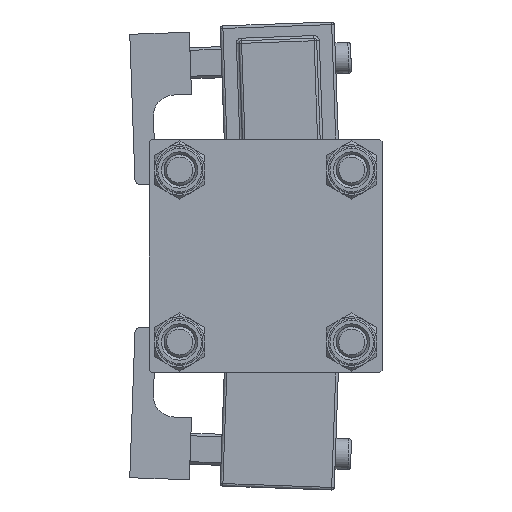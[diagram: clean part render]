
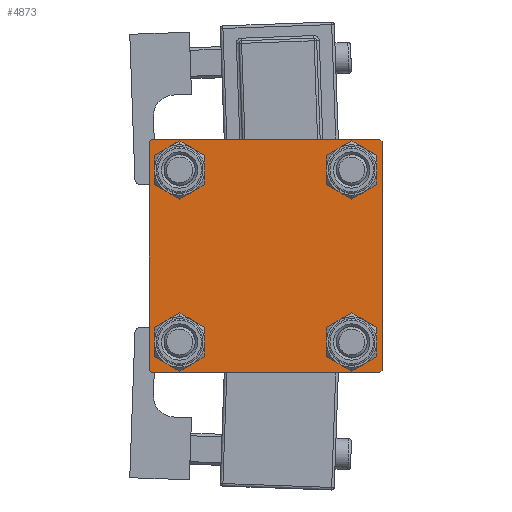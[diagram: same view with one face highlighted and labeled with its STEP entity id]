
A CAD part, left-side view. The second image highlights one B-rep face of the part: STEP entity #4873.
In plain terms, the highlighted planar face has unit normal (-1, 0, 0).
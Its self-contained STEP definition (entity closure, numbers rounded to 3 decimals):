
#69 = ORIENTED_EDGE ( 'NONE', *, *, #3836, .T. ) ;
#82 = CARTESIAN_POINT ( 'NONE',  ( 0., -22.5, 22.5 ) ) ;
#296 = CARTESIAN_POINT ( 'NONE',  ( 0., 22.25, 22.25 ) ) ;
#794 = DIRECTION ( 'NONE',  ( 1., 0., 0. ) ) ;
#843 = DIRECTION ( 'NONE',  ( 0., 0.707, -0.707 ) ) ;
#1661 = FACE_BOUND ( 'NONE', #8177, .T. ) ;
#1930 = AXIS2_PLACEMENT_3D ( 'NONE', #5515, #43623, #17884 ) ;
#2004 = CARTESIAN_POINT ( 'NONE',  ( 0., 22.25, -22.25 ) ) ;
#2784 = ORIENTED_EDGE ( 'NONE', *, *, #17993, .T. ) ;
#2788 = ORIENTED_EDGE ( 'NONE', *, *, #53312, .F. ) ;
#2947 = ORIENTED_EDGE ( 'NONE', *, *, #18262, .F. ) ;
#3279 = CIRCLE ( 'NONE', #31338, 3.5 ) ;
#3836 = EDGE_CURVE ( 'NONE', #24344, #54265, #41439, .T. ) ;
#4873 = ADVANCED_FACE ( 'NONE', ( #51317, #43351, #10734, #1661, #5786 ), #22526, .T. ) ;
#5283 = CARTESIAN_POINT ( 'NONE',  ( 0., 22.5, 22. ) ) ;
#5496 = DIRECTION ( 'NONE',  ( 0., 0., 1. ) ) ;
#5515 = CARTESIAN_POINT ( 'NONE',  ( 0., 0., 0. ) ) ;
#5786 = FACE_OUTER_BOUND ( 'NONE', #14737, .T. ) ;
#5853 = LINE ( 'NONE', #2004, #45619 ) ;
#6862 = EDGE_CURVE ( 'NONE', #31252, #31603, #34745, .T. ) ;
#7018 = VERTEX_POINT ( 'NONE', #19120 ) ;
#7227 = DIRECTION ( 'NONE',  ( 0., 0., 1. ) ) ;
#8177 = EDGE_LOOP ( 'NONE', ( #54164, #2784 ) ) ;
#8747 = CARTESIAN_POINT ( 'NONE',  ( 0., 16.6, -16.6 ) ) ;
#8882 = VERTEX_POINT ( 'NONE', #26125 ) ;
#9793 = CARTESIAN_POINT ( 'NONE',  ( 0., -22.25, 22.25 ) ) ;
#9836 = CIRCLE ( 'NONE', #40475, 3.5 ) ;
#10268 = LINE ( 'NONE', #23416, #36264 ) ;
#10734 = FACE_BOUND ( 'NONE', #23833, .T. ) ;
#10804 = CARTESIAN_POINT ( 'NONE',  ( 0., -22.25, -22.25 ) ) ;
#11353 = DIRECTION ( 'NONE',  ( 0., 0., 1. ) ) ;
#11789 = DIRECTION ( 'NONE',  ( 0., 0., 1. ) ) ;
#11991 = CARTESIAN_POINT ( 'NONE',  ( 0., 22.5, 22.5 ) ) ;
#12153 = CARTESIAN_POINT ( 'NONE',  ( 0., -16.6, 16.6 ) ) ;
#12254 = CIRCLE ( 'NONE', #14039, 3.5 ) ;
#12258 = DIRECTION ( 'NONE',  ( 0., -1., 0. ) ) ;
#13693 = CARTESIAN_POINT ( 'NONE',  ( 0., 16.6, 16.6 ) ) ;
#14024 = ORIENTED_EDGE ( 'NONE', *, *, #17930, .T. ) ;
#14039 = AXIS2_PLACEMENT_3D ( 'NONE', #13693, #18078, #42734 ) ;
#14216 = CIRCLE ( 'NONE', #15081, 3.5 ) ;
#14454 = CARTESIAN_POINT ( 'NONE',  ( 0., -22.5, 22. ) ) ;
#14462 = DIRECTION ( 'NONE',  ( 0., 0.707, 0.707 ) ) ;
#14737 = EDGE_LOOP ( 'NONE', ( #43558, #43705, #49748, #47512, #2788, #51571, #2947, #69 ) ) ;
#14916 = LINE ( 'NONE', #10804, #52701 ) ;
#15081 = AXIS2_PLACEMENT_3D ( 'NONE', #44450, #52153, #40075 ) ;
#16103 = LINE ( 'NONE', #11991, #22799 ) ;
#17375 = ORIENTED_EDGE ( 'NONE', *, *, #29296, .T. ) ;
#17403 = VERTEX_POINT ( 'NONE', #41572 ) ;
#17554 = AXIS2_PLACEMENT_3D ( 'NONE', #8747, #25184, #11789 ) ;
#17588 = CARTESIAN_POINT ( 'NONE',  ( 0., -16.6, 16.6 ) ) ;
#17884 = DIRECTION ( 'NONE',  ( 0., 0., 1. ) ) ;
#17930 = EDGE_CURVE ( 'NONE', #19203, #39381, #53438, .T. ) ;
#17993 = EDGE_CURVE ( 'NONE', #50732, #39990, #12254, .T. ) ;
#18078 = DIRECTION ( 'NONE',  ( 1., 0., 0. ) ) ;
#18132 = DIRECTION ( 'NONE',  ( 1., 0., 0. ) ) ;
#18262 = EDGE_CURVE ( 'NONE', #24344, #31603, #16103, .T. ) ;
#18300 = ORIENTED_EDGE ( 'NONE', *, *, #52349, .T. ) ;
#18731 = CIRCLE ( 'NONE', #45812, 3.5 ) ;
#18907 = EDGE_LOOP ( 'NONE', ( #25290, #36406 ) ) ;
#19120 = CARTESIAN_POINT ( 'NONE',  ( 0., -22.5, -22. ) ) ;
#19203 = VERTEX_POINT ( 'NONE', #48160 ) ;
#19307 = DIRECTION ( 'NONE',  ( 0., 0., -1. ) ) ;
#19495 = AXIS2_PLACEMENT_3D ( 'NONE', #12153, #32176, #7227 ) ;
#20811 = EDGE_CURVE ( 'NONE', #17403, #8882, #5853, .T. ) ;
#21984 = EDGE_CURVE ( 'NONE', #50598, #7018, #14916, .T. ) ;
#22526 = PLANE ( 'NONE',  #1930 ) ;
#22586 = DIRECTION ( 'NONE',  ( 0., -0.707, -0.707 ) ) ;
#22799 = VECTOR ( 'NONE', #12258, 1000. ) ;
#23416 = CARTESIAN_POINT ( 'NONE',  ( 0., 22.5, 22.5 ) ) ;
#23833 = EDGE_LOOP ( 'NONE', ( #14024, #17375 ) ) ;
#23889 = DIRECTION ( 'NONE',  ( 0., 0., 1. ) ) ;
#24042 = EDGE_CURVE ( 'NONE', #39990, #50732, #9836, .T. ) ;
#24344 = VERTEX_POINT ( 'NONE', #25151 ) ;
#24681 = CARTESIAN_POINT ( 'NONE',  ( 0., -16.6, -16.6 ) ) ;
#24929 = CARTESIAN_POINT ( 'NONE',  ( 0., 22.5, -22.5 ) ) ;
#25151 = CARTESIAN_POINT ( 'NONE',  ( 0., 22., 22.5 ) ) ;
#25184 = DIRECTION ( 'NONE',  ( 1., 0., 0. ) ) ;
#25290 = ORIENTED_EDGE ( 'NONE', *, *, #32998, .T. ) ;
#25529 = CARTESIAN_POINT ( 'NONE',  ( 0., 16.6, 20.1 ) ) ;
#25645 = VERTEX_POINT ( 'NONE', #51960 ) ;
#26125 = CARTESIAN_POINT ( 'NONE',  ( 0., 22., -22.5 ) ) ;
#27836 = VECTOR ( 'NONE', #37392, 1000. ) ;
#29296 = EDGE_CURVE ( 'NONE', #39381, #19203, #18731, .T. ) ;
#31252 = VERTEX_POINT ( 'NONE', #14454 ) ;
#31338 = AXIS2_PLACEMENT_3D ( 'NONE', #17588, #18132, #5496 ) ;
#31533 = CARTESIAN_POINT ( 'NONE',  ( 0., 16.6, -20.1 ) ) ;
#31603 = VERTEX_POINT ( 'NONE', #36010 ) ;
#32167 = EDGE_LOOP ( 'NONE', ( #18300, #44005 ) ) ;
#32176 = DIRECTION ( 'NONE',  ( 1., 0., 0. ) ) ;
#32441 = CARTESIAN_POINT ( 'NONE',  ( 0., 16.6, 16.6 ) ) ;
#32998 = EDGE_CURVE ( 'NONE', #48316, #36387, #38987, .T. ) ;
#33987 = CARTESIAN_POINT ( 'NONE',  ( 0., 16.6, -16.6 ) ) ;
#34745 = LINE ( 'NONE', #9793, #36268 ) ;
#36010 = CARTESIAN_POINT ( 'NONE',  ( 0., -22., 22.5 ) ) ;
#36264 = VECTOR ( 'NONE', #19307, 1000. ) ;
#36268 = VECTOR ( 'NONE', #14462, 1000. ) ;
#36387 = VERTEX_POINT ( 'NONE', #36542 ) ;
#36406 = ORIENTED_EDGE ( 'NONE', *, *, #36689, .T. ) ;
#36542 = CARTESIAN_POINT ( 'NONE',  ( 0., -16.6, -20.1 ) ) ;
#36689 = EDGE_CURVE ( 'NONE', #36387, #48316, #14216, .T. ) ;
#37392 = DIRECTION ( 'NONE',  ( 0., 0., -1. ) ) ;
#37688 = EDGE_CURVE ( 'NONE', #41441, #25645, #41347, .T. ) ;
#38987 = CIRCLE ( 'NONE', #45962, 3.5 ) ;
#39381 = VERTEX_POINT ( 'NONE', #31533 ) ;
#39990 = VERTEX_POINT ( 'NONE', #25529 ) ;
#40075 = DIRECTION ( 'NONE',  ( 0., 0., 1. ) ) ;
#40385 = DIRECTION ( 'NONE',  ( 0., -0.707, 0.707 ) ) ;
#40407 = DIRECTION ( 'NONE',  ( 1., 0., 0. ) ) ;
#40475 = AXIS2_PLACEMENT_3D ( 'NONE', #32441, #40407, #11353 ) ;
#41101 = EDGE_CURVE ( 'NONE', #8882, #50598, #54280, .T. ) ;
#41138 = DIRECTION ( 'NONE',  ( 1., 0., 0. ) ) ;
#41347 = CIRCLE ( 'NONE', #19495, 3.5 ) ;
#41439 = LINE ( 'NONE', #296, #47457 ) ;
#41441 = VERTEX_POINT ( 'NONE', #43767 ) ;
#41572 = CARTESIAN_POINT ( 'NONE',  ( 0., 22.5, -22. ) ) ;
#41653 = DIRECTION ( 'NONE',  ( 0., -1., 0. ) ) ;
#41785 = EDGE_CURVE ( 'NONE', #54265, #17403, #10268, .T. ) ;
#42734 = DIRECTION ( 'NONE',  ( 0., 0., 1. ) ) ;
#43351 = FACE_BOUND ( 'NONE', #18907, .T. ) ;
#43436 = CARTESIAN_POINT ( 'NONE',  ( 0., -16.6, -13.1 ) ) ;
#43558 = ORIENTED_EDGE ( 'NONE', *, *, #41785, .T. ) ;
#43623 = DIRECTION ( 'NONE',  ( -1., 0., 0. ) ) ;
#43705 = ORIENTED_EDGE ( 'NONE', *, *, #20811, .T. ) ;
#43767 = CARTESIAN_POINT ( 'NONE',  ( 0., -16.6, 13.1 ) ) ;
#44005 = ORIENTED_EDGE ( 'NONE', *, *, #37688, .T. ) ;
#44450 = CARTESIAN_POINT ( 'NONE',  ( 0., -16.6, -16.6 ) ) ;
#45619 = VECTOR ( 'NONE', #22586, 1000. ) ;
#45812 = AXIS2_PLACEMENT_3D ( 'NONE', #33987, #794, #50167 ) ;
#45962 = AXIS2_PLACEMENT_3D ( 'NONE', #24681, #41138, #23889 ) ;
#47186 = LINE ( 'NONE', #82, #27836 ) ;
#47457 = VECTOR ( 'NONE', #843, 1000. ) ;
#47512 = ORIENTED_EDGE ( 'NONE', *, *, #21984, .T. ) ;
#47641 = CARTESIAN_POINT ( 'NONE',  ( 0., 16.6, 13.1 ) ) ;
#47667 = VECTOR ( 'NONE', #41653, 1000. ) ;
#48160 = CARTESIAN_POINT ( 'NONE',  ( 0., 16.6, -13.1 ) ) ;
#48316 = VERTEX_POINT ( 'NONE', #43436 ) ;
#49748 = ORIENTED_EDGE ( 'NONE', *, *, #41101, .T. ) ;
#50167 = DIRECTION ( 'NONE',  ( 0., 0., 1. ) ) ;
#50598 = VERTEX_POINT ( 'NONE', #52680 ) ;
#50732 = VERTEX_POINT ( 'NONE', #47641 ) ;
#51317 = FACE_BOUND ( 'NONE', #32167, .T. ) ;
#51571 = ORIENTED_EDGE ( 'NONE', *, *, #6862, .T. ) ;
#51960 = CARTESIAN_POINT ( 'NONE',  ( 0., -16.6, 20.1 ) ) ;
#52153 = DIRECTION ( 'NONE',  ( 1., 0., 0. ) ) ;
#52349 = EDGE_CURVE ( 'NONE', #25645, #41441, #3279, .T. ) ;
#52680 = CARTESIAN_POINT ( 'NONE',  ( 0., -22., -22.5 ) ) ;
#52701 = VECTOR ( 'NONE', #40385, 1000. ) ;
#53312 = EDGE_CURVE ( 'NONE', #31252, #7018, #47186, .T. ) ;
#53438 = CIRCLE ( 'NONE', #17554, 3.5 ) ;
#54164 = ORIENTED_EDGE ( 'NONE', *, *, #24042, .T. ) ;
#54265 = VERTEX_POINT ( 'NONE', #5283 ) ;
#54280 = LINE ( 'NONE', #24929, #47667 ) ;
